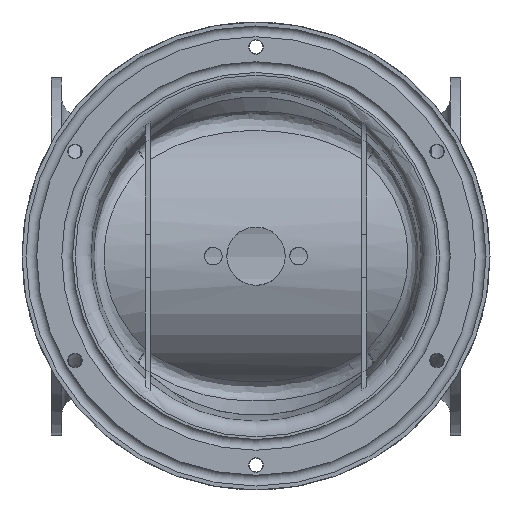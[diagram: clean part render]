
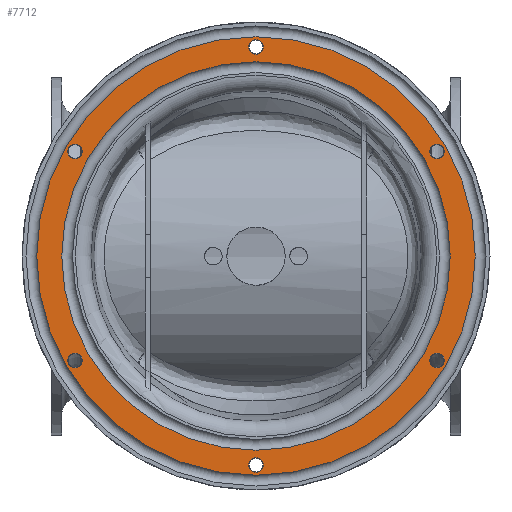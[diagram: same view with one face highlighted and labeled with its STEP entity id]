
A CAD part, top view. The second image highlights one B-rep face of the part: STEP entity #7712.
In plain terms, the highlighted planar face has unit normal (0, 0, 1).
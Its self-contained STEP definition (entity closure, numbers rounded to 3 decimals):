
#1627=PLANE('',#8221);
#1682=FACE_BOUND('',#2533,.T.);
#1683=FACE_BOUND('',#2534,.T.);
#1684=FACE_BOUND('',#2535,.T.);
#1685=FACE_BOUND('',#2536,.T.);
#1686=FACE_BOUND('',#2537,.T.);
#1687=FACE_BOUND('',#2538,.T.);
#1688=FACE_BOUND('',#2539,.T.);
#2079=FACE_OUTER_BOUND('',#2532,.T.);
#2532=EDGE_LOOP('',(#6816));
#2533=EDGE_LOOP('',(#6817));
#2534=EDGE_LOOP('',(#6818));
#2535=EDGE_LOOP('',(#6819));
#2536=EDGE_LOOP('',(#6820));
#2537=EDGE_LOOP('',(#6821));
#2538=EDGE_LOOP('',(#6822));
#2539=EDGE_LOOP('',(#6823));
#2722=CIRCLE('',#8203,3.5);
#2723=CIRCLE('',#8205,3.5);
#2724=CIRCLE('',#8207,3.5);
#2725=CIRCLE('',#8209,3.5);
#2726=CIRCLE('',#8211,3.5);
#2727=CIRCLE('',#8213,3.5);
#2729=CIRCLE('',#8216,105.402);
#2730=CIRCLE('',#8218,93.398);
#3688=VERTEX_POINT('',#15349);
#3689=VERTEX_POINT('',#15352);
#3690=VERTEX_POINT('',#15355);
#3691=VERTEX_POINT('',#15358);
#3692=VERTEX_POINT('',#15361);
#3693=VERTEX_POINT('',#15364);
#3695=VERTEX_POINT('',#15369);
#3696=VERTEX_POINT('',#15372);
#4745=EDGE_CURVE('',#3688,#3688,#2722,.T.);
#4746=EDGE_CURVE('',#3689,#3689,#2723,.T.);
#4747=EDGE_CURVE('',#3690,#3690,#2724,.T.);
#4748=EDGE_CURVE('',#3691,#3691,#2725,.T.);
#4749=EDGE_CURVE('',#3692,#3692,#2726,.T.);
#4750=EDGE_CURVE('',#3693,#3693,#2727,.T.);
#4752=EDGE_CURVE('',#3695,#3695,#2729,.T.);
#4753=EDGE_CURVE('',#3696,#3696,#2730,.T.);
#6816=ORIENTED_EDGE('',*,*,#4752,.T.);
#6817=ORIENTED_EDGE('',*,*,#4745,.T.);
#6818=ORIENTED_EDGE('',*,*,#4746,.T.);
#6819=ORIENTED_EDGE('',*,*,#4747,.T.);
#6820=ORIENTED_EDGE('',*,*,#4748,.T.);
#6821=ORIENTED_EDGE('',*,*,#4749,.T.);
#6822=ORIENTED_EDGE('',*,*,#4750,.T.);
#6823=ORIENTED_EDGE('',*,*,#4753,.T.);
#7712=ADVANCED_FACE('',(#2079,#1682,#1683,#1684,#1685,#1686,#1687,#1688),
#1627,.T.);
#8203=AXIS2_PLACEMENT_3D('',#15350,#9777,#9778);
#8205=AXIS2_PLACEMENT_3D('',#15353,#9781,#9782);
#8207=AXIS2_PLACEMENT_3D('',#15356,#9785,#9786);
#8209=AXIS2_PLACEMENT_3D('',#15359,#9789,#9790);
#8211=AXIS2_PLACEMENT_3D('',#15362,#9793,#9794);
#8213=AXIS2_PLACEMENT_3D('',#15365,#9797,#9798);
#8216=AXIS2_PLACEMENT_3D('',#15370,#9803,#9804);
#8218=AXIS2_PLACEMENT_3D('',#15373,#9807,#9808);
#8221=AXIS2_PLACEMENT_3D('',#15377,#9813,#9814);
#9777=DIRECTION('center_axis',(0.,0.,-1.));
#9778=DIRECTION('ref_axis',(-0.5,0.866,0.));
#9781=DIRECTION('center_axis',(0.,0.,-1.));
#9782=DIRECTION('ref_axis',(0.5,0.866,0.));
#9785=DIRECTION('center_axis',(0.,0.,-1.));
#9786=DIRECTION('ref_axis',(1.,0.,0.));
#9789=DIRECTION('center_axis',(0.,0.,-1.));
#9790=DIRECTION('ref_axis',(0.5,-0.866,0.));
#9793=DIRECTION('center_axis',(0.,0.,-1.));
#9794=DIRECTION('ref_axis',(-0.5,-0.866,0.));
#9797=DIRECTION('center_axis',(0.,0.,-1.));
#9798=DIRECTION('ref_axis',(-1.,0.,0.));
#9803=DIRECTION('center_axis',(0.,0.,1.));
#9804=DIRECTION('ref_axis',(-1.,0.,0.));
#9807=DIRECTION('center_axis',(0.,0.,-1.));
#9808=DIRECTION('ref_axis',(-1.,0.,0.));
#9813=DIRECTION('center_axis',(0.,0.,1.));
#9814=DIRECTION('ref_axis',(1.,0.,0.));
#15349=CARTESIAN_POINT('',(88.786,47.219,101.5));
#15350=CARTESIAN_POINT('Origin',(87.036,50.25,101.5));
#15352=CARTESIAN_POINT('',(85.286,-53.281,101.5));
#15353=CARTESIAN_POINT('Origin',(87.036,-50.25,101.5));
#15355=CARTESIAN_POINT('',(-3.5,-100.5,101.5));
#15356=CARTESIAN_POINT('Origin',(0.,-100.5,101.5));
#15358=CARTESIAN_POINT('',(-88.786,-47.219,101.5));
#15359=CARTESIAN_POINT('Origin',(-87.036,-50.25,101.5));
#15361=CARTESIAN_POINT('',(-85.286,53.281,101.5));
#15362=CARTESIAN_POINT('Origin',(-87.036,50.25,101.5));
#15364=CARTESIAN_POINT('',(3.5,100.5,101.5));
#15365=CARTESIAN_POINT('Origin',(0.,100.5,101.5));
#15369=CARTESIAN_POINT('',(105.402,0.,101.5));
#15370=CARTESIAN_POINT('Origin',(0.,0.,101.5));
#15372=CARTESIAN_POINT('',(93.398,0.,101.5));
#15373=CARTESIAN_POINT('Origin',(0.,0.,101.5));
#15377=CARTESIAN_POINT('Origin',(96.203,0.,101.5));
